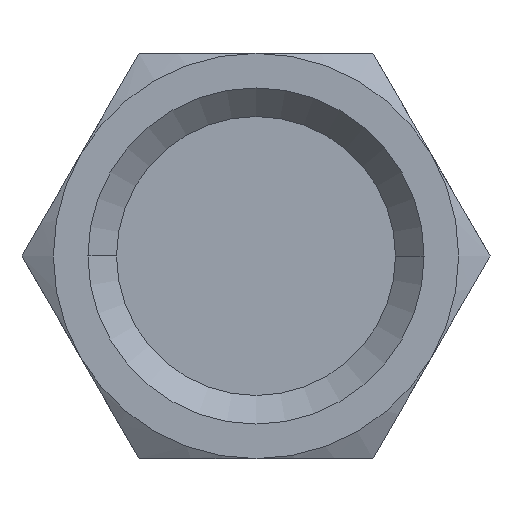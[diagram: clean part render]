
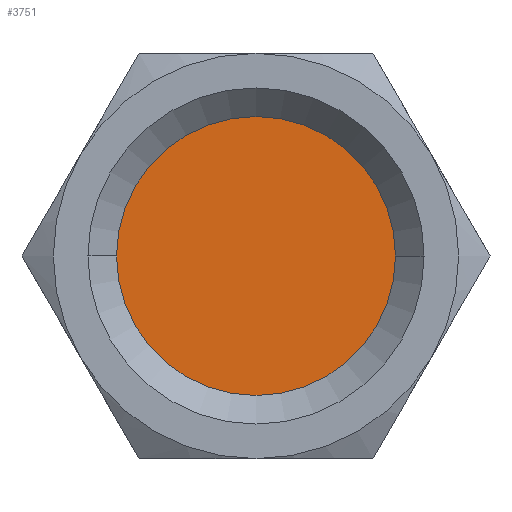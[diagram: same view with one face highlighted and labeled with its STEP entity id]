
A CAD part, front view. The second image highlights one B-rep face of the part: STEP entity #3751.
In plain terms, the highlighted planar face has unit normal (0, -1, 0).
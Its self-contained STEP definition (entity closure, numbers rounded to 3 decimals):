
#188 = AXIS2_PLACEMENT_3D ( 'NONE', #23230, #23231, #23232 ) ;
#268 = AXIS2_PLACEMENT_3D ( 'NONE', #469, #470, #471 ) ;
#461 = PLANE ( 'NONE',  #268 ) ;
#469 = CARTESIAN_POINT ( 'NONE',  ( 0., 1.954, 0. ) ) ;
#470 = DIRECTION ( 'NONE',  ( 0., -1., 0. ) ) ;
#471 = DIRECTION ( 'NONE',  ( 0., 0., -1. ) ) ;
#1010 = FACE_OUTER_BOUND ( 'NONE', #22998, .T. ) ;
#3393 = EDGE_CURVE ( 'NONE', #22036, #22034, #19975, .T. ) ;
#3426 = AXIS2_PLACEMENT_3D ( 'NONE', #20406, #20407, #20408 ) ;
#3641 = EDGE_CURVE ( 'NONE', #22034, #22036, #20018, .T. ) ;
#3751 = ADVANCED_FACE ( 'NONE', ( #1010 ), #461, .T. ) ;
#4857 = CARTESIAN_POINT ( 'NONE',  ( 5.85, 1.954, 0. ) ) ;
#4859 = CARTESIAN_POINT ( 'NONE',  ( -5.85, 1.954, 0. ) ) ;
#19975 = CIRCLE ( 'NONE', #3426, 5.85 ) ;
#20018 = CIRCLE ( 'NONE', #188, 5.85 ) ;
#20406 = CARTESIAN_POINT ( 'NONE',  ( 0., 1.954, 0. ) ) ;
#20407 = DIRECTION ( 'NONE',  ( 0., 1., 0. ) ) ;
#20408 = DIRECTION ( 'NONE',  ( 0., 0., -1. ) ) ;
#21966 = ORIENTED_EDGE ( 'NONE', *, *, #3641, .F. ) ;
#21967 = ORIENTED_EDGE ( 'NONE', *, *, #3393, .F. ) ;
#22034 = VERTEX_POINT ( 'NONE', #4857 ) ;
#22036 = VERTEX_POINT ( 'NONE', #4859 ) ;
#22998 = EDGE_LOOP ( 'NONE', ( #21966, #21967 ) ) ;
#23230 = CARTESIAN_POINT ( 'NONE',  ( 0., 1.954, 0. ) ) ;
#23231 = DIRECTION ( 'NONE',  ( 0., 1., 0. ) ) ;
#23232 = DIRECTION ( 'NONE',  ( 0., 0., -1. ) ) ;
